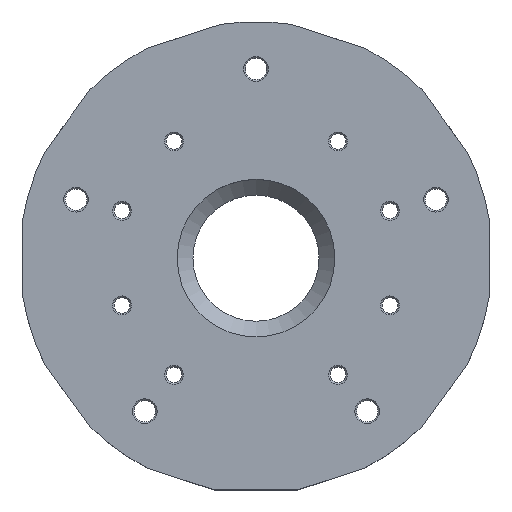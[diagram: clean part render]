
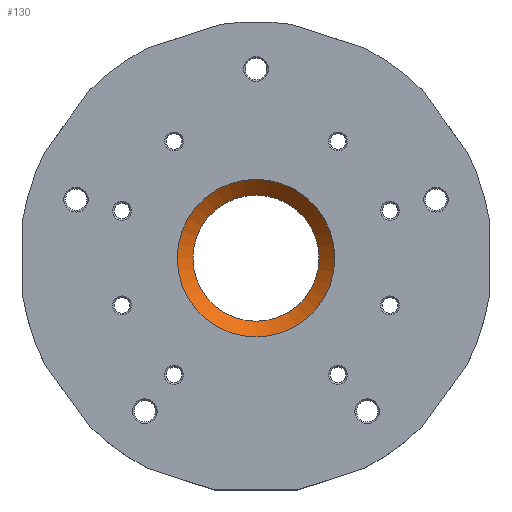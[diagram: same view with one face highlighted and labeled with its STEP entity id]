
A CAD part, top view. The second image highlights one B-rep face of the part: STEP entity #130.
In plain terms, the highlighted conical face has half-angle 45 degrees and reference radius 25 mm.
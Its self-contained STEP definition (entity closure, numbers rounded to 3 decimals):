
#130 = ADVANCED_FACE( 'NONE', ( #473, #474 ), #475, .F. );
#473 = FACE_OUTER_BOUND( '', #960, .T. );
#474 = FACE_BOUND( '', #961, .T. );
#475 = CONICAL_SURFACE( '', #962, 25., 0.785 );
#960 = EDGE_LOOP( '', ( #1721 ) );
#961 = EDGE_LOOP( '', ( #1722 ) );
#962 = AXIS2_PLACEMENT_3D( '', #1723, #1724, #1725 );
#1721 = ORIENTED_EDGE( '', *, *, #2307, .F. );
#1722 = ORIENTED_EDGE( '', *, *, #2175, .T. );
#1723 = CARTESIAN_POINT( '', ( 0., 0., -5. ) );
#1724 = DIRECTION( '', ( 0., 0., 1. ) );
#1725 = DIRECTION( '', ( 1., 0., 0. ) );
#2175 = EDGE_CURVE( 'NONE', #2454, #2454, #2455, .F. );
#2307 = EDGE_CURVE( 'NONE', #2699, #2699, #2700, .F. );
#2454 = VERTEX_POINT( '', #2975 );
#2455 = CIRCLE( '', #2976, 20. );
#2699 = VERTEX_POINT( '', #3243 );
#2700 = CIRCLE( '', #3244, 25. );
#2975 = CARTESIAN_POINT( '', ( 20., 0., -10. ) );
#2976 = AXIS2_PLACEMENT_3D( '', #3436, #3437, #3438 );
#3243 = CARTESIAN_POINT( '', ( 25., 0., -5. ) );
#3244 = AXIS2_PLACEMENT_3D( '', #3786, #3787, #3788 );
#3436 = CARTESIAN_POINT( '', ( 0., 0., -10. ) );
#3437 = DIRECTION( '', ( 0., 0., 1. ) );
#3438 = DIRECTION( '', ( 1., 0., 0. ) );
#3786 = CARTESIAN_POINT( '', ( 0., 0., -5. ) );
#3787 = DIRECTION( '', ( 0., 0., 1. ) );
#3788 = DIRECTION( '', ( 1., 0., 0. ) );
